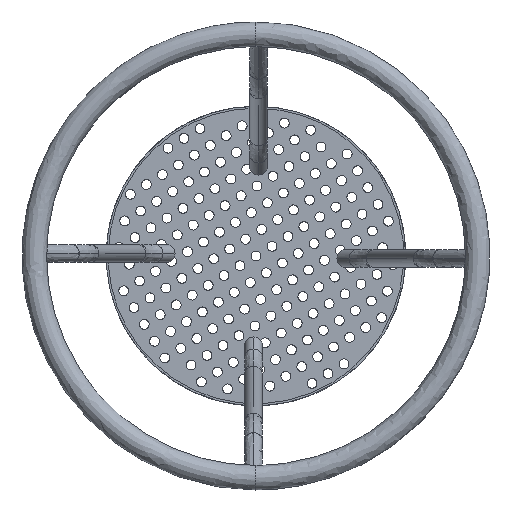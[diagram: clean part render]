
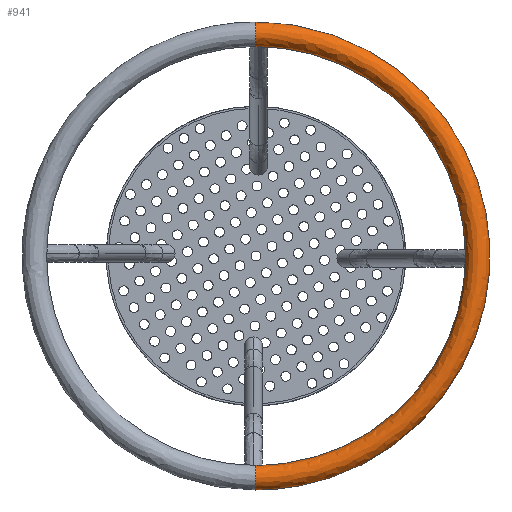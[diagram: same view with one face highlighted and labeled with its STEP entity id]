
A CAD part, front view. The second image highlights one B-rep face of the part: STEP entity #941.
In plain terms, the highlighted free-form (B-spline) face has degree [2, 2] with [5, 5] control points.
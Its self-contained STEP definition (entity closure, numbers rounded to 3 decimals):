
#830 = VERTEX_POINT('',#831);
#831 = CARTESIAN_POINT('',(-463.617,-362.617,-261.996
    ));
#832 = VERTEX_POINT('',#833);
#833 = CARTESIAN_POINT('',(-463.617,-362.617,
    -238.507));
#842 = VERTEX_POINT('',#843);
#843 = CARTESIAN_POINT('',(-463.617,-362.617,
    184.306));
#852 = VERTEX_POINT('',#853);
#853 = CARTESIAN_POINT('',(-463.617,-362.617,
    160.816));
#899 = EDGE_CURVE('',#842,#830,#900,.T.);
#900 = ( BOUNDED_CURVE() B_SPLINE_CURVE(2,(#901,#902,#903,#904,#905),
.UNSPECIFIED.,.F.,.F.) B_SPLINE_CURVE_WITH_KNOTS((3,2,3),(0.,
1.571,3.142),.PIECEWISE_BEZIER_KNOTS.) CURVE() 
GEOMETRIC_REPRESENTATION_ITEM() RATIONAL_B_SPLINE_CURVE((1.,
0.707,1.,0.707,1.)) REPRESENTATION_ITEM('') );
#901 = CARTESIAN_POINT('',(-463.617,-362.617,
    184.306));
#902 = CARTESIAN_POINT('',(-240.466,-362.617,
    184.306));
#903 = CARTESIAN_POINT('',(-240.466,-362.617,
    -38.845));
#904 = CARTESIAN_POINT('',(-240.466,-362.617,-261.996
    ));
#905 = CARTESIAN_POINT('',(-463.617,-362.617,-261.996
    ));
#908 = EDGE_CURVE('',#852,#832,#909,.T.);
#909 = ( BOUNDED_CURVE() B_SPLINE_CURVE(2,(#910,#911,#912,#913,#914),
.UNSPECIFIED.,.F.,.F.) B_SPLINE_CURVE_WITH_KNOTS((3,2,3),(0.,
1.571,3.142),.PIECEWISE_BEZIER_KNOTS.) CURVE() 
GEOMETRIC_REPRESENTATION_ITEM() RATIONAL_B_SPLINE_CURVE((1.,
0.707,1.,0.707,1.)) REPRESENTATION_ITEM('') );
#910 = CARTESIAN_POINT('',(-463.617,-362.617,
    160.816));
#911 = CARTESIAN_POINT('',(-263.956,-362.617,
    160.816));
#912 = CARTESIAN_POINT('',(-263.956,-362.617,
    -38.845));
#913 = CARTESIAN_POINT('',(-263.956,-362.617,
    -238.507));
#914 = CARTESIAN_POINT('',(-463.617,-362.617,
    -238.507));
#941 = ADVANCED_FACE('',(#942),#962,.T.);
#942 = FACE_BOUND('',#943,.T.);
#943 = EDGE_LOOP('',(#944,#945,#953,#954));
#944 = ORIENTED_EDGE('',*,*,#899,.F.);
#945 = ORIENTED_EDGE('',*,*,#946,.F.);
#946 = EDGE_CURVE('',#852,#842,#947,.T.);
#947 = ( BOUNDED_CURVE() B_SPLINE_CURVE(2,(#948,#949,#950,#951,#952),
.UNSPECIFIED.,.F.,.F.) B_SPLINE_CURVE_WITH_KNOTS((3,2,3),(3.142,
4.712,6.283),.PIECEWISE_BEZIER_KNOTS.) CURVE() 
GEOMETRIC_REPRESENTATION_ITEM() RATIONAL_B_SPLINE_CURVE((1.,
0.707,1.,0.707,1.)) REPRESENTATION_ITEM('') );
#948 = CARTESIAN_POINT('',(-463.617,-362.617,
    160.816));
#949 = CARTESIAN_POINT('',(-463.617,-374.361,
    160.816));
#950 = CARTESIAN_POINT('',(-463.617,-374.361,
    172.561));
#951 = CARTESIAN_POINT('',(-463.617,-374.361,
    184.306));
#952 = CARTESIAN_POINT('',(-463.617,-362.617,
    184.306));
#953 = ORIENTED_EDGE('',*,*,#908,.T.);
#954 = ORIENTED_EDGE('',*,*,#955,.T.);
#955 = EDGE_CURVE('',#832,#830,#956,.T.);
#956 = ( BOUNDED_CURVE() B_SPLINE_CURVE(2,(#957,#958,#959,#960,#961),
.UNSPECIFIED.,.F.,.F.) B_SPLINE_CURVE_WITH_KNOTS((3,2,3),(3.142,
4.712,6.283),.PIECEWISE_BEZIER_KNOTS.) CURVE() 
GEOMETRIC_REPRESENTATION_ITEM() RATIONAL_B_SPLINE_CURVE((1.,
0.707,1.,0.707,1.)) REPRESENTATION_ITEM('') );
#957 = CARTESIAN_POINT('',(-463.617,-362.617,
    -238.507));
#958 = CARTESIAN_POINT('',(-463.617,-374.361,
    -238.507));
#959 = CARTESIAN_POINT('',(-463.617,-374.361,
    -250.251));
#960 = CARTESIAN_POINT('',(-463.617,-374.361,-261.996
    ));
#961 = CARTESIAN_POINT('',(-463.617,-362.617,-261.996
    ));
#962 = ( BOUNDED_SURFACE() B_SPLINE_SURFACE(2,2,(
    (#963,#964,#965,#966,#967)
    ,(#968,#969,#970,#971,#972)
    ,(#973,#974,#975,#976,#977)
    ,(#978,#979,#980,#981,#982)
    ,(#983,#984,#985,#986,#987
)),.UNSPECIFIED.,.F.,.F.,.F.) B_SPLINE_SURFACE_WITH_KNOTS((3,2,3),(3,2,3
    ),(0.,1.571,3.142),(3.142,4.712,
    6.283),.PIECEWISE_BEZIER_KNOTS.) 
GEOMETRIC_REPRESENTATION_ITEM() RATIONAL_B_SPLINE_SURFACE((
    (1.,0.707,1.,0.707,1.)
    ,(0.707,0.5,0.707,0.5,0.707)
    ,(1.,0.707,1.,0.707,1.)
    ,(0.707,0.5,0.707,0.5,0.707)
,(1.,0.707,1.,0.707,1.
))) REPRESENTATION_ITEM('') SURFACE() );
#963 = CARTESIAN_POINT('',(-463.617,-362.617,
    160.816));
#964 = CARTESIAN_POINT('',(-463.617,-374.361,
    160.816));
#965 = CARTESIAN_POINT('',(-463.617,-374.361,
    172.561));
#966 = CARTESIAN_POINT('',(-463.617,-374.361,
    184.306));
#967 = CARTESIAN_POINT('',(-463.617,-362.617,
    184.306));
#968 = CARTESIAN_POINT('',(-263.956,-362.617,
    160.816));
#969 = CARTESIAN_POINT('',(-263.956,-374.361,
    160.816));
#970 = CARTESIAN_POINT('',(-252.211,-374.361,
    172.561));
#971 = CARTESIAN_POINT('',(-240.466,-374.361,
    184.306));
#972 = CARTESIAN_POINT('',(-240.466,-362.617,
    184.306));
#973 = CARTESIAN_POINT('',(-263.956,-362.617,
    -38.845));
#974 = CARTESIAN_POINT('',(-263.956,-374.361,
    -38.845));
#975 = CARTESIAN_POINT('',(-252.211,-374.361,
    -38.845));
#976 = CARTESIAN_POINT('',(-240.466,-374.361,
    -38.845));
#977 = CARTESIAN_POINT('',(-240.466,-362.617,
    -38.845));
#978 = CARTESIAN_POINT('',(-263.956,-362.617,
    -238.507));
#979 = CARTESIAN_POINT('',(-263.956,-374.361,
    -238.507));
#980 = CARTESIAN_POINT('',(-252.211,-374.361,
    -250.251));
#981 = CARTESIAN_POINT('',(-240.466,-374.361,-261.996
    ));
#982 = CARTESIAN_POINT('',(-240.466,-362.617,-261.996
    ));
#983 = CARTESIAN_POINT('',(-463.617,-362.617,
    -238.507));
#984 = CARTESIAN_POINT('',(-463.617,-374.361,
    -238.507));
#985 = CARTESIAN_POINT('',(-463.617,-374.361,
    -250.251));
#986 = CARTESIAN_POINT('',(-463.617,-374.361,-261.996
    ));
#987 = CARTESIAN_POINT('',(-463.617,-362.617,-261.996
    ));
